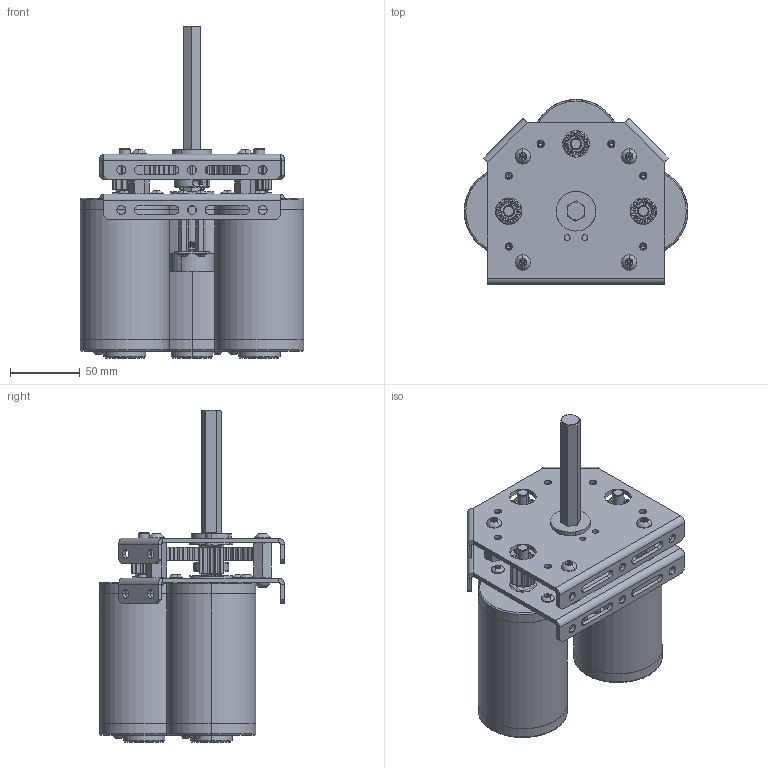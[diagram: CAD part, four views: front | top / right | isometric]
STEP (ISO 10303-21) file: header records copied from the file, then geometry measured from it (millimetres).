
FILE_DESCRIPTION (( 'STEP AP214' ), '1' );
FILE_NAME ('217-2745-000 (-----).STEP', '2016-10-20T15:43:40', ( '' ), ( '' ), 'SwSTEP 2.0', 'SolidWorks 2016', '' );
FILE_SCHEMA (( 'AUTOMOTIVE_DESIGN' ));
Length unit declared in the file: inch
Products named in the file (21): Grayhill Nut; SBS1_SBS0832-0500SS; SBS1_SBS1032-0500ZC; 217-2745-002 Rev1; 217-2731-001 Rev2; 217-3099-001_12t Steel; 217-2734-001 Rev3; 217-2000; Grayhill Lock Washer; 217-2761-001 rev1; SBS1_SBS2520-0500SS; 217-2614-002_98430A132; 217-2715-002 Rev1_64t; Encoder Coupler; 217-2737-001 Rev1; 217-2428-005 Rev1; 217-2745-001 Rev1; 217-2454-004 Rev1; 217-2617-002 Rev1_91780A359; 217-2745-000 (-----); Grahill Encoder
Assembly tree (51 placements, depth 2):
  217-2745-000 (-----)
    217-2745-001 Rev1  x2
    217-2000  x3
    217-2731-001 Rev2
    217-2734-001 Rev3
    217-2454-004 Rev1
    SBS1_SBS1032-0500ZC  x6
    217-2715-002 Rev1_64t
    217-2737-001 Rev1
    217-2617-002 Rev1_91780A359  x4
    SBS1_SBS2520-0500SS  x8
    217-2614-002_98430A132  x6
    217-2745-002 Rev1
    217-2428-005 Rev1  x2
    SBS1_SBS0832-0500SS  x4
    Encoder Coupler
    Grahill Encoder
    Grayhill Lock Washer
    Grayhill Nut
    217-3099-001_12t Steel  x3
    217-2761-001 rev1  x3
Bounding box: 160.68 x 132.99 x 238.48 mm (x, y, z)
Volume: 1292047.7 mm3; surface area: 221244.7 mm2
Topology: 51 solids, 51 shells, 1901 faces, 4869 edges, 3099 vertices
Faces by surface type: cylinder 837, plane 640, cone 261, bspline 111, sphere 36, torus 16
Entity records: 50684 total; most frequent: CARTESIAN_POINT 30863, ORIENTED_EDGE 3958, DIRECTION 3672, EDGE_CURVE 1979, AXIS2_PLACEMENT_3D 1381, VERTEX_POINT 1280, LINE 910, VECTOR 910
